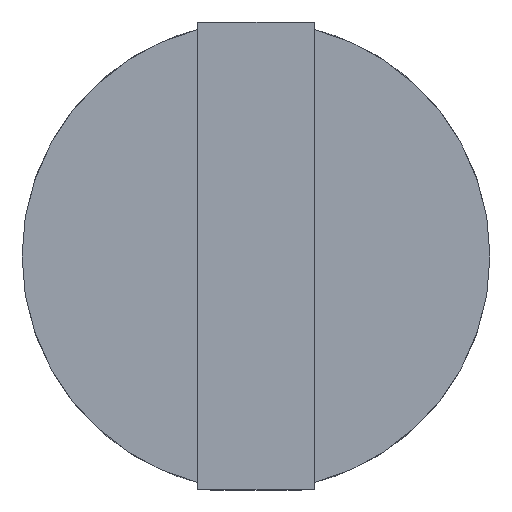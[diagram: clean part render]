
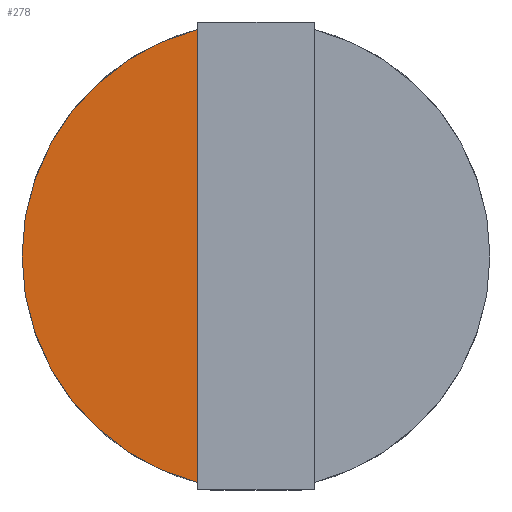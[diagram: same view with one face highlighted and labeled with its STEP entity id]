
A CAD part, left-side view. The second image highlights one B-rep face of the part: STEP entity #278.
In plain terms, the highlighted planar face has unit normal (-1, 0, 0).
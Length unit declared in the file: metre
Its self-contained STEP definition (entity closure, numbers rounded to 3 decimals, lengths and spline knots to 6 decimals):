
#20=PLANE('',#321);
#37=LINE('',#482,#57);
#57=VECTOR('',#390,1.);
#76=CIRCLE('',#322,0.003);
#106=ORIENTED_EDGE('',*,*,#173,.T.);
#107=ORIENTED_EDGE('',*,*,#174,.T.);
#173=EDGE_CURVE('',#204,#205,#37,.T.);
#174=EDGE_CURVE('',#205,#204,#76,.T.);
#204=VERTEX_POINT('',#483);
#205=VERTEX_POINT('',#484);
#223=EDGE_LOOP('',(#106,#107));
#249=FACE_BOUND('',#223,.T.);
#278=ADVANCED_FACE('',(#249),#20,.F.);
#321=AXIS2_PLACEMENT_3D('',#481,#388,#389);
#322=AXIS2_PLACEMENT_3D('',#485,#391,#392);
#388=DIRECTION('',(1.,0.,0.));
#389=DIRECTION('',(0.,-1.,0.));
#390=DIRECTION('',(0.,0.,1.));
#391=DIRECTION('',(-1.,0.,0.));
#392=DIRECTION('',(0.,-1.,0.));
#481=CARTESIAN_POINT('',(-0.0033,-0.009,-0.000187));
#482=CARTESIAN_POINT('',(-0.0033,-0.00825,0.001313));
#483=CARTESIAN_POINT('',(-0.0033,-0.00825,-0.003092));
#484=CARTESIAN_POINT('',(-0.0033,-0.00825,0.002718));
#485=CARTESIAN_POINT('',(-0.0033,-0.009,-0.000187));
